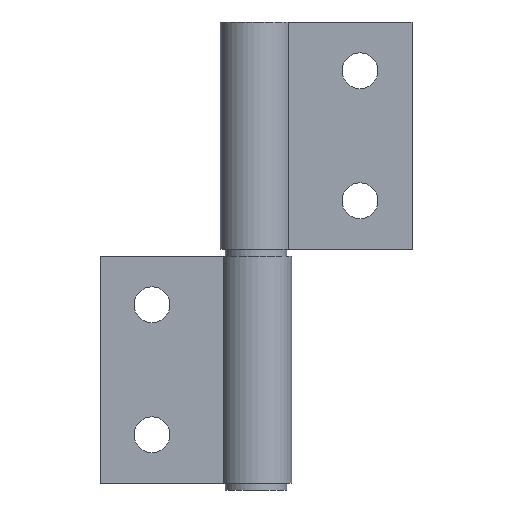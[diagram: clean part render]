
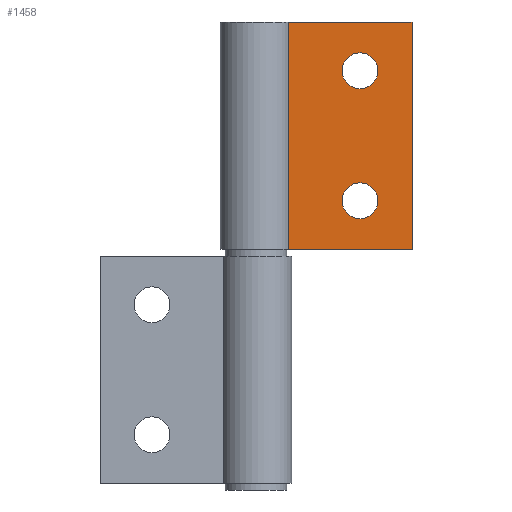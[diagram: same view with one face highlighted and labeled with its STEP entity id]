
A CAD part, front view. The second image highlights one B-rep face of the part: STEP entity #1458.
In plain terms, the highlighted planar face has unit normal (0, -1, 0).
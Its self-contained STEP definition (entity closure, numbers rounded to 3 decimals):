
#10 = DIRECTION ( 'NONE',  ( 0., 0., -1. ) ) ;
#11 = CARTESIAN_POINT ( 'NONE',  ( 4.996, -2.3, 17.5 ) ) ;
#12 = LINE ( 'NONE', #11, #1719 ) ;
#20 = DIRECTION ( 'NONE',  ( 0., 0., 1. ) ) ;
#33 = CARTESIAN_POINT ( 'NONE',  ( 16., -2.3, 10. ) ) ;
#48 = DIRECTION ( 'NONE',  ( 0., 1., 0. ) ) ;
#140 = CARTESIAN_POINT ( 'NONE',  ( 4.996, -2.3, 17.5 ) ) ;
#141 = DIRECTION ( 'NONE',  ( 0., 1., 0. ) ) ;
#142 = DIRECTION ( 'NONE',  ( 0., 0., 1. ) ) ;
#169 = LINE ( 'NONE', #170, #1712 ) ;
#170 = CARTESIAN_POINT ( 'NONE',  ( 4.996, -2.3, -17.5 ) ) ;
#171 = DIRECTION ( 'NONE',  ( 1., 0., 0. ) ) ;
#294 = AXIS2_PLACEMENT_3D ( 'NONE', #33, #48, #20 ) ;
#555 = CARTESIAN_POINT ( 'NONE',  ( 24., -2.3, 17.5 ) ) ;
#557 = CARTESIAN_POINT ( 'NONE',  ( 24., -2.3, -17.5 ) ) ;
#565 = CARTESIAN_POINT ( 'NONE',  ( 16., -2.3, 7.25 ) ) ;
#571 = CARTESIAN_POINT ( 'NONE',  ( 16., -2.3, -12.75 ) ) ;
#575 = CARTESIAN_POINT ( 'NONE',  ( 16., -2.3, -7.25 ) ) ;
#591 = CARTESIAN_POINT ( 'NONE',  ( 16., -2.3, 12.75 ) ) ;
#595 = CARTESIAN_POINT ( 'NONE',  ( 4.996, -2.3, 17.5 ) ) ;
#597 = CARTESIAN_POINT ( 'NONE',  ( 4.996, -2.3, -17.5 ) ) ;
#604 = VERTEX_POINT ( 'NONE', #597 ) ;
#606 = VERTEX_POINT ( 'NONE', #595 ) ;
#613 = VERTEX_POINT ( 'NONE', #591 ) ;
#878 = DIRECTION ( 'NONE',  ( 0., 1., 0. ) ) ;
#895 = DIRECTION ( 'NONE',  ( 0., 0., 1. ) ) ;
#896 = DIRECTION ( 'NONE',  ( 0., 1., 0. ) ) ;
#897 = CARTESIAN_POINT ( 'NONE',  ( 16., -2.3, -10. ) ) ;
#902 = DIRECTION ( 'NONE',  ( 0., 0., 1. ) ) ;
#903 = DIRECTION ( 'NONE',  ( 0., 1., 0. ) ) ;
#904 = CARTESIAN_POINT ( 'NONE',  ( 16., -2.3, 10. ) ) ;
#907 = CARTESIAN_POINT ( 'NONE',  ( 24., -2.3, 17.5 ) ) ;
#947 = DIRECTION ( 'NONE',  ( 1., 0., 0. ) ) ;
#948 = CARTESIAN_POINT ( 'NONE',  ( 4.996, -2.3, 17.5 ) ) ;
#949 = LINE ( 'NONE', #948, #1771 ) ;
#968 = CARTESIAN_POINT ( 'NONE',  ( 16., -2.3, -10. ) ) ;
#974 = PLANE ( 'NONE',  #1599 ) ;
#976 = DIRECTION ( 'NONE',  ( 0., 0., 1. ) ) ;
#978 = LINE ( 'NONE', #907, #1606 ) ;
#995 = DIRECTION ( 'NONE',  ( 0., 0., -1. ) ) ;
#1040 = EDGE_LOOP ( 'NONE', ( #1157, #1164 ) ) ;
#1041 = EDGE_LOOP ( 'NONE', ( #1159, #1166, #1163, #1168 ) ) ;
#1066 = EDGE_LOOP ( 'NONE', ( #1158, #1160 ) ) ;
#1097 = VERTEX_POINT ( 'NONE', #575 ) ;
#1101 = VERTEX_POINT ( 'NONE', #571 ) ;
#1107 = VERTEX_POINT ( 'NONE', #565 ) ;
#1157 = ORIENTED_EDGE ( 'NONE', *, *, #1433, .T. ) ;
#1158 = ORIENTED_EDGE ( 'NONE', *, *, #1435, .T. ) ;
#1159 = ORIENTED_EDGE ( 'NONE', *, *, #1467, .T. ) ;
#1160 = ORIENTED_EDGE ( 'NONE', *, *, #1450, .T. ) ;
#1163 = ORIENTED_EDGE ( 'NONE', *, *, #1420, .F. ) ;
#1164 = ORIENTED_EDGE ( 'NONE', *, *, #1407, .T. ) ;
#1166 = ORIENTED_EDGE ( 'NONE', *, *, #1445, .F. ) ;
#1168 = ORIENTED_EDGE ( 'NONE', *, *, #1410, .T. ) ;
#1211 = VERTEX_POINT ( 'NONE', #557 ) ;
#1213 = VERTEX_POINT ( 'NONE', #555 ) ;
#1285 = CIRCLE ( 'NONE', #1597, 2.75 ) ;
#1291 = CIRCLE ( 'NONE', #1523, 2.75 ) ;
#1292 = CIRCLE ( 'NONE', #1751, 2.75 ) ;
#1302 = CIRCLE ( 'NONE', #294, 2.75 ) ;
#1407 = EDGE_CURVE ( 'NONE', #1107, #613, #1302, .T. ) ;
#1410 = EDGE_CURVE ( 'NONE', #606, #604, #12, .T. ) ;
#1420 = EDGE_CURVE ( 'NONE', #606, #1213, #949, .T. ) ;
#1433 = EDGE_CURVE ( 'NONE', #613, #1107, #1292, .T. ) ;
#1435 = EDGE_CURVE ( 'NONE', #1097, #1101, #1291, .T. ) ;
#1445 = EDGE_CURVE ( 'NONE', #1213, #1211, #978, .T. ) ;
#1450 = EDGE_CURVE ( 'NONE', #1101, #1097, #1285, .T. ) ;
#1458 = ADVANCED_FACE ( 'NONE', ( #1607, #1580, #1584 ), #974, .F. ) ;
#1467 = EDGE_CURVE ( 'NONE', #604, #1211, #169, .T. ) ;
#1523 = AXIS2_PLACEMENT_3D ( 'NONE', #897, #896, #895 ) ;
#1580 = FACE_BOUND ( 'NONE', #1040, .T. ) ;
#1584 = FACE_OUTER_BOUND ( 'NONE', #1041, .T. ) ;
#1597 = AXIS2_PLACEMENT_3D ( 'NONE', #968, #878, #976 ) ;
#1599 = AXIS2_PLACEMENT_3D ( 'NONE', #140, #141, #142 ) ;
#1606 = VECTOR ( 'NONE', #995, 1000. ) ;
#1607 = FACE_BOUND ( 'NONE', #1066, .T. ) ;
#1712 = VECTOR ( 'NONE', #171, 1000. ) ;
#1719 = VECTOR ( 'NONE', #10, 1000. ) ;
#1751 = AXIS2_PLACEMENT_3D ( 'NONE', #904, #903, #902 ) ;
#1771 = VECTOR ( 'NONE', #947, 1000. ) ;
